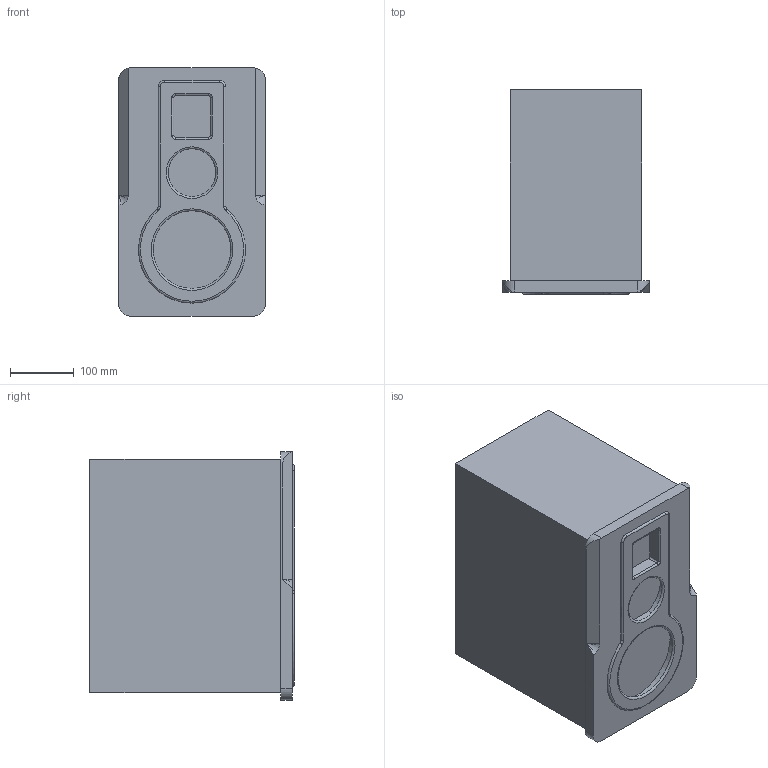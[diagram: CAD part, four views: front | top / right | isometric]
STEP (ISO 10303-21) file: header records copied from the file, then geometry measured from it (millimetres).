
FILE_DESCRIPTION(/* description */ (''),/* implementation_level */ '2;1');
FILE_NAME(/* name */ 'BS MK1.step',/* time_stamp */ '2026-01-11T02:19:04+01:00',/* author */ (''),/* organization */ (''),/* preprocessor_version */ 'ST-DEVELOPER v20.1',/* originating_system */ 'Autodesk Translation Framework v14.21.0.0',/* authorisation */ '');
FILE_SCHEMA (('AUTOMOTIVE_DESIGN { 1 0 10303 214 3 1 1 }'));
Length unit declared in the file: millimetre
Products named in the file (3): (Unsaved); Component1; Component2
Assembly tree (2 placements, depth 2):
  (Unsaved)
    Component1
    Component2
Bounding box: 230 x 321 x 390 mm (x, y, z)
Volume: 23722655.9 mm3; surface area: 698852.7 mm2
Topology: 3 solids, 3 shells, 55 faces, 149 edges, 98 vertices
Faces by surface type: plane 22, cylinder 20, torus 11, cone 2
Full cylindrical faces by diameter (mm): 148.2 x1
Entity records: 1868 total; most frequent: DIRECTION 337, CARTESIAN_POINT 305, ORIENTED_EDGE 294, EDGE_CURVE 147, AXIS2_PLACEMENT_3D 130, VERTEX_POINT 98, LINE 77, VECTOR 77
